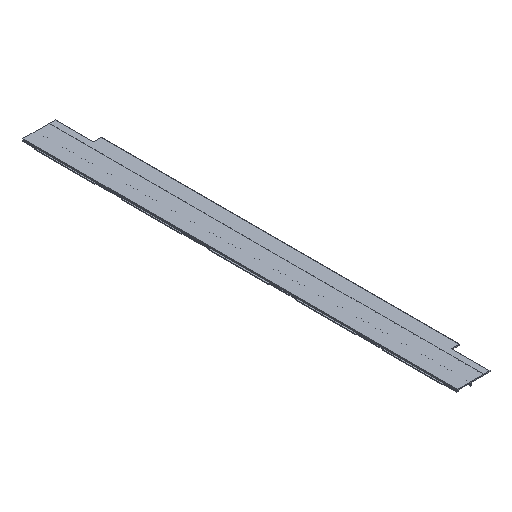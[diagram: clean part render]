
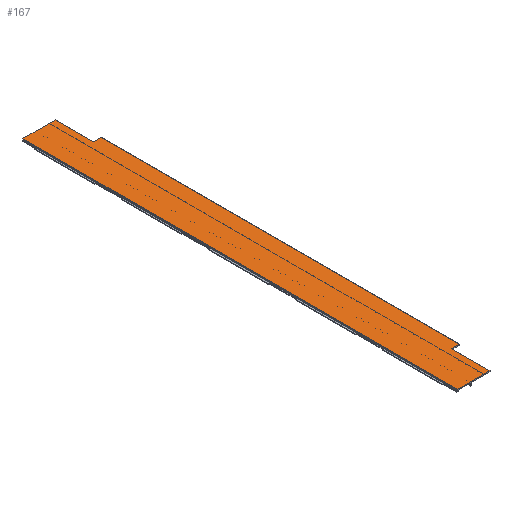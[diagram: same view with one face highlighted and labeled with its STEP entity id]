
A CAD part, isometric view. The second image highlights one B-rep face of the part: STEP entity #167.
In plain terms, the highlighted planar face has unit normal (0, 0, 1).
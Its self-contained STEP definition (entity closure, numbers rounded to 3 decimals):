
#167=ADVANCED_FACE('',(#331),#332,.T.);
#331=FACE_OUTER_BOUND('',#489,.T.);
#332=PLANE('',#490);
#489=EDGE_LOOP('',(#917,#918,#919,#920,#921,#922,#923,#924));
#490=AXIS2_PLACEMENT_3D('',#925,#926,#927);
#917=ORIENTED_EDGE('',*,*,#1092,.T.);
#918=ORIENTED_EDGE('',*,*,#1177,.T.);
#919=ORIENTED_EDGE('',*,*,#1178,.F.);
#920=ORIENTED_EDGE('',*,*,#1179,.F.);
#921=ORIENTED_EDGE('',*,*,#1114,.T.);
#922=ORIENTED_EDGE('',*,*,#1111,.T.);
#923=ORIENTED_EDGE('',*,*,#1117,.T.);
#924=ORIENTED_EDGE('',*,*,#1096,.T.);
#925=CARTESIAN_POINT('',(38.0,0.0,6.099));
#926=DIRECTION('',(0.0,0.0,1.0));
#927=DIRECTION('',(1.0,0.0,0.0));
#1092=EDGE_CURVE('',#1342,#1340,#1343,.T.);
#1096=EDGE_CURVE('',#1348,#1342,#1349,.T.);
#1111=EDGE_CURVE('',#1372,#1370,#1373,.T.);
#1114=EDGE_CURVE('',#1376,#1372,#1377,.T.);
#1117=EDGE_CURVE('',#1370,#1348,#1380,.T.);
#1177=EDGE_CURVE('',#1340,#1466,#1467,.T.);
#1178=EDGE_CURVE('',#1468,#1466,#1469,.T.);
#1179=EDGE_CURVE('',#1376,#1468,#1470,.T.);
#1340=VERTEX_POINT('',#1704);
#1342=VERTEX_POINT('',#1707);
#1343=LINE('',#1708,#1709);
#1348=VERTEX_POINT('',#1716);
#1349=LINE('',#1717,#1718);
#1370=VERTEX_POINT('',#1749);
#1372=VERTEX_POINT('',#1752);
#1373=LINE('',#1753,#1754);
#1376=VERTEX_POINT('',#1758);
#1377=LINE('',#1759,#1760);
#1380=LINE('',#1764,#1765);
#1466=VERTEX_POINT('',#1888);
#1467=LINE('',#1889,#1890);
#1468=VERTEX_POINT('',#1891);
#1469=LINE('',#1892,#1893);
#1470=LINE('',#1894,#1895);
#1704=CARTESIAN_POINT('',(59.0,750.0,6.099));
#1707=CARTESIAN_POINT('',(59.0,684.0,6.099));
#1708=CARTESIAN_POINT('',(59.0,358.5,6.099));
#1709=VECTOR('',#1984,1.0);
#1716=CARTESIAN_POINT('',(73.0,684.0,6.099));
#1717=CARTESIAN_POINT('',(52.0,684.0,6.099));
#1718=VECTOR('',#1987,1.0);
#1749=CARTESIAN_POINT('',(73.0,66.0,6.099));
#1752=CARTESIAN_POINT('',(59.0,66.0,6.099));
#1753=CARTESIAN_POINT('',(52.0,66.0,6.099));
#1754=VECTOR('',#1999,1.0);
#1758=CARTESIAN_POINT('',(59.0,0.0,6.099));
#1759=CARTESIAN_POINT('',(59.0,16.5,6.099));
#1760=VECTOR('',#2001,1.0);
#1764=CARTESIAN_POINT('',(73.0,0.0,6.099));
#1765=VECTOR('',#2003,1.0);
#1888=CARTESIAN_POINT('',(3.0,750.0,6.099));
#1889=CARTESIAN_POINT('',(73.0,750.0,6.099));
#1890=VECTOR('',#2059,1.0);
#1891=CARTESIAN_POINT('',(3.0,0.0,6.099));
#1892=CARTESIAN_POINT('',(3.0,0.0,6.099));
#1893=VECTOR('',#2060,1.0);
#1894=CARTESIAN_POINT('',(73.0,0.0,6.099));
#1895=VECTOR('',#2061,1.0);
#1984=DIRECTION('',(0.0,1.0,0.0));
#1987=DIRECTION('',(-1.0,0.0,0.0));
#1999=DIRECTION('',(1.0,0.0,0.0));
#2001=DIRECTION('',(0.0,1.0,0.0));
#2003=DIRECTION('',(0.0,1.0,0.0));
#2059=DIRECTION('',(-1.0,0.0,0.0));
#2060=DIRECTION('',(0.0,1.0,0.0));
#2061=DIRECTION('',(-1.0,0.0,0.0));
